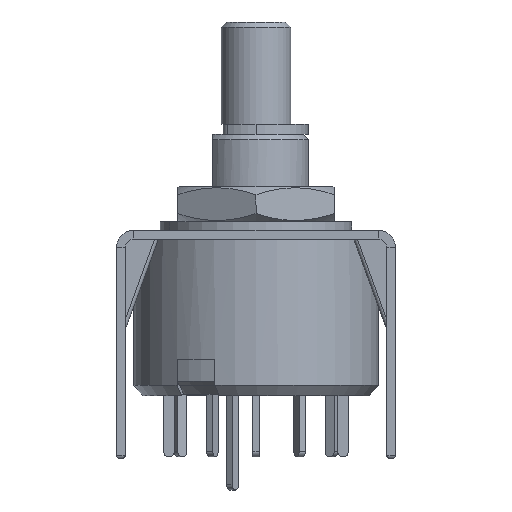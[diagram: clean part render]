
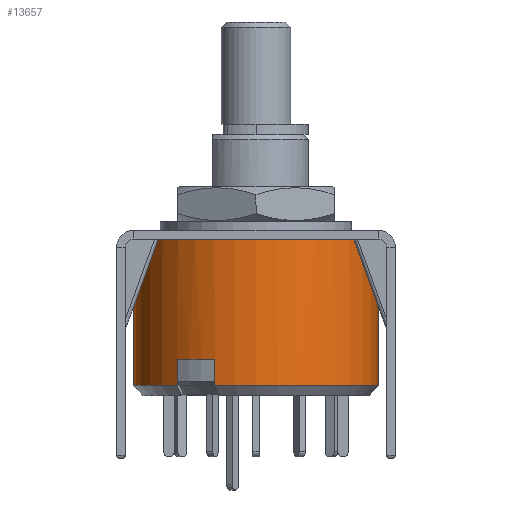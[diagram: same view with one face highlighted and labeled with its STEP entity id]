
A CAD part, front view. The second image highlights one B-rep face of the part: STEP entity #13657.
In plain terms, the highlighted cylindrical face has radius 7 mm (diameter 14 mm), a partial arc.
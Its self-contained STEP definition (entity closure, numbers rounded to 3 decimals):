
#7 = CYLINDRICAL_SURFACE ( 'NONE', #5762, 7. ) ;
#107 = CARTESIAN_POINT ( 'NONE',  ( 7., 0., 0.95 ) ) ;
#126 = CARTESIAN_POINT ( 'NONE',  ( 0., 0., -7.4 ) ) ;
#187 = DIRECTION ( 'NONE',  ( 1., 0., 0. ) ) ;
#319 = CARTESIAN_POINT ( 'NONE',  ( -7., 0., 0.95 ) ) ;
#675 = LINE ( 'NONE', #14980, #15423 ) ;
#1239 = ORIENTED_EDGE ( 'NONE', *, *, #10494, .T. ) ;
#1516 = ORIENTED_EDGE ( 'NONE', *, *, #11994, .T. ) ;
#1807 = CARTESIAN_POINT ( 'NONE',  ( -4.526, -5.34, -7.4 ) ) ;
#1810 = LINE ( 'NONE', #13042, #11577 ) ;
#2029 = CARTESIAN_POINT ( 'NONE',  ( 7., 0., -7.4 ) ) ;
#2124 = ORIENTED_EDGE ( 'NONE', *, *, #8483, .F. ) ;
#3073 = DIRECTION ( 'NONE',  ( -1., 0., 0. ) ) ;
#3115 = EDGE_CURVE ( 'NONE', #4295, #12459, #13627, .T. ) ;
#3489 = DIRECTION ( 'NONE',  ( 0., 0., -1. ) ) ;
#3600 = CIRCLE ( 'NONE', #3997, 7. ) ;
#3840 = VERTEX_POINT ( 'NONE', #8651 ) ;
#3997 = AXIS2_PLACEMENT_3D ( 'NONE', #14774, #12086, #187 ) ;
#4077 = CIRCLE ( 'NONE', #15651, 7. ) ;
#4207 = LINE ( 'NONE', #8425, #15242 ) ;
#4295 = VERTEX_POINT ( 'NONE', #319 ) ;
#4930 = EDGE_CURVE ( 'NONE', #12535, #11487, #675, .T. ) ;
#4940 = DIRECTION ( 'NONE',  ( 0., 0., -1. ) ) ;
#4986 = AXIS2_PLACEMENT_3D ( 'NONE', #15904, #14640, #15734 ) ;
#4988 = DIRECTION ( 'NONE',  ( 0., 0., -1. ) ) ;
#5762 = AXIS2_PLACEMENT_3D ( 'NONE', #13610, #14942, #3073 ) ;
#6288 = CIRCLE ( 'NONE', #9082, 7. ) ;
#6675 = EDGE_LOOP ( 'NONE', ( #14948, #1239, #14768, #14221, #1516, #13785, #13495, #2124 ) ) ;
#8084 = VERTEX_POINT ( 'NONE', #1807 ) ;
#8152 = VECTOR ( 'NONE', #3489, 1000. ) ;
#8425 = CARTESIAN_POINT ( 'NONE',  ( -4.526, -5.34, 9. ) ) ;
#8483 = EDGE_CURVE ( 'NONE', #11487, #14828, #4077, .T. ) ;
#8651 = CARTESIAN_POINT ( 'NONE',  ( -4.526, -5.34, -5.9 ) ) ;
#9082 = AXIS2_PLACEMENT_3D ( 'NONE', #15584, #4988, #12973 ) ;
#9369 = CIRCLE ( 'NONE', #4986, 7. ) ;
#9381 = DIRECTION ( 'NONE',  ( 1., 0., 0. ) ) ;
#9447 = DIRECTION ( 'NONE',  ( 0., 0., -1. ) ) ;
#9707 = VERTEX_POINT ( 'NONE', #13395 ) ;
#10494 = EDGE_CURVE ( 'NONE', #12535, #4295, #6288, .T. ) ;
#11319 = EDGE_CURVE ( 'NONE', #8084, #12459, #3600, .T. ) ;
#11487 = VERTEX_POINT ( 'NONE', #2029 ) ;
#11577 = VECTOR ( 'NONE', #4940, 1000. ) ;
#11994 = EDGE_CURVE ( 'NONE', #8084, #3840, #4207, .T. ) ;
#12086 = DIRECTION ( 'NONE',  ( 0., 0., -1. ) ) ;
#12410 = EDGE_CURVE ( 'NONE', #3840, #9707, #9369, .T. ) ;
#12459 = VERTEX_POINT ( 'NONE', #13066 ) ;
#12535 = VERTEX_POINT ( 'NONE', #107 ) ;
#12661 = CARTESIAN_POINT ( 'NONE',  ( -7., 0., 9. ) ) ;
#12973 = DIRECTION ( 'NONE',  ( -1., 0., 0. ) ) ;
#13042 = CARTESIAN_POINT ( 'NONE',  ( -2.361, -6.59, 9. ) ) ;
#13066 = CARTESIAN_POINT ( 'NONE',  ( -7., 0., -7.4 ) ) ;
#13106 = FACE_OUTER_BOUND ( 'NONE', #6675, .T. ) ;
#13395 = CARTESIAN_POINT ( 'NONE',  ( -2.361, -6.59, -5.9 ) ) ;
#13495 = ORIENTED_EDGE ( 'NONE', *, *, #15768, .T. ) ;
#13610 = CARTESIAN_POINT ( 'NONE',  ( 0., 0., 9. ) ) ;
#13627 = LINE ( 'NONE', #12661, #8152 ) ;
#13657 = ADVANCED_FACE ( 'NONE', ( #13106 ), #7, .T. ) ;
#13705 = DIRECTION ( 'NONE',  ( 0., 0., -1. ) ) ;
#13785 = ORIENTED_EDGE ( 'NONE', *, *, #12410, .T. ) ;
#14221 = ORIENTED_EDGE ( 'NONE', *, *, #11319, .F. ) ;
#14640 = DIRECTION ( 'NONE',  ( 0., 0., 1. ) ) ;
#14768 = ORIENTED_EDGE ( 'NONE', *, *, #3115, .T. ) ;
#14774 = CARTESIAN_POINT ( 'NONE',  ( 0., 0., -7.4 ) ) ;
#14828 = VERTEX_POINT ( 'NONE', #16032 ) ;
#14888 = DIRECTION ( 'NONE',  ( 0., 0., 1. ) ) ;
#14942 = DIRECTION ( 'NONE',  ( 0., 0., -1. ) ) ;
#14948 = ORIENTED_EDGE ( 'NONE', *, *, #4930, .F. ) ;
#14980 = CARTESIAN_POINT ( 'NONE',  ( 7., 0., 9. ) ) ;
#15242 = VECTOR ( 'NONE', #14888, 1000. ) ;
#15423 = VECTOR ( 'NONE', #13705, 1000. ) ;
#15584 = CARTESIAN_POINT ( 'NONE',  ( 0., 0., 0.95 ) ) ;
#15651 = AXIS2_PLACEMENT_3D ( 'NONE', #126, #9447, #9381 ) ;
#15734 = DIRECTION ( 'NONE',  ( -1., 0., 0. ) ) ;
#15768 = EDGE_CURVE ( 'NONE', #9707, #14828, #1810, .T. ) ;
#15904 = CARTESIAN_POINT ( 'NONE',  ( 0., 0., -5.9 ) ) ;
#16032 = CARTESIAN_POINT ( 'NONE',  ( -2.361, -6.59, -7.4 ) ) ;
